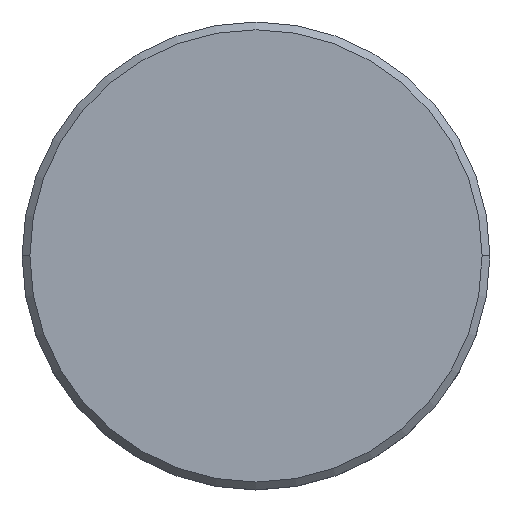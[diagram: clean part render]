
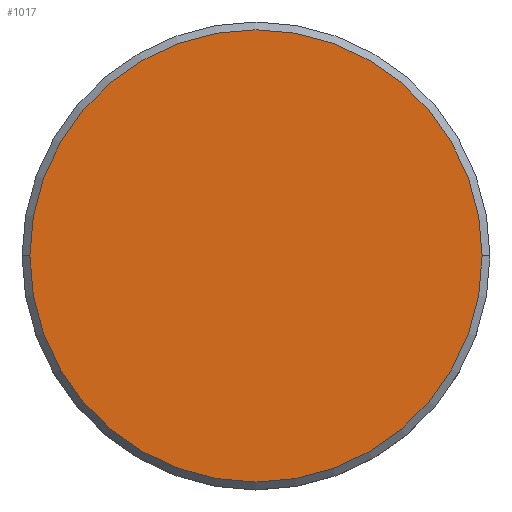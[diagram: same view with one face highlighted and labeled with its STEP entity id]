
A CAD part, top view. The second image highlights one B-rep face of the part: STEP entity #1017.
In plain terms, the highlighted planar face has unit normal (0, 0, 1).
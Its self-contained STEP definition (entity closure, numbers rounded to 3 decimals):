
#8 = DIRECTION ( 'NONE',  ( 0., 0., 1. ) ) ;
#158 = DIRECTION ( 'NONE',  ( 0., 0., 1. ) ) ;
#191 = CARTESIAN_POINT ( 'NONE',  ( -14.5, 0., 0. ) ) ;
#235 = CARTESIAN_POINT ( 'NONE',  ( 0., 0., 0. ) ) ;
#264 = AXIS2_PLACEMENT_3D ( 'NONE', #235, #158, #595 ) ;
#332 = DIRECTION ( 'NONE',  ( 1., 0., 0. ) ) ;
#395 = ORIENTED_EDGE ( 'NONE', *, *, #947, .T. ) ;
#432 = CARTESIAN_POINT ( 'NONE',  ( 0., 0., 0. ) ) ;
#447 = EDGE_CURVE ( 'NONE', #631, #1076, #1026, .T. ) ;
#448 = DIRECTION ( 'NONE',  ( 1., 0., 0. ) ) ;
#595 = DIRECTION ( 'NONE',  ( 1., 0., 0. ) ) ;
#623 = PLANE ( 'NONE',  #1073 ) ;
#631 = VERTEX_POINT ( 'NONE', #191 ) ;
#700 = DIRECTION ( 'NONE',  ( 0., 0., 1. ) ) ;
#776 = CIRCLE ( 'NONE', #264, 14.5 ) ;
#789 = EDGE_LOOP ( 'NONE', ( #934, #395 ) ) ;
#869 = AXIS2_PLACEMENT_3D ( 'NONE', #432, #700, #332 ) ;
#934 = ORIENTED_EDGE ( 'NONE', *, *, #447, .T. ) ;
#947 = EDGE_CURVE ( 'NONE', #1076, #631, #776, .T. ) ;
#985 = CARTESIAN_POINT ( 'NONE',  ( 0., 0., 0. ) ) ;
#1017 = ADVANCED_FACE ( 'NONE', ( #1083 ), #623, .T. ) ;
#1026 = CIRCLE ( 'NONE', #869, 14.5 ) ;
#1073 = AXIS2_PLACEMENT_3D ( 'NONE', #985, #8, #448 ) ;
#1076 = VERTEX_POINT ( 'NONE', #1116 ) ;
#1083 = FACE_OUTER_BOUND ( 'NONE', #789, .T. ) ;
#1116 = CARTESIAN_POINT ( 'NONE',  ( 14.5, 0., 0. ) ) ;
